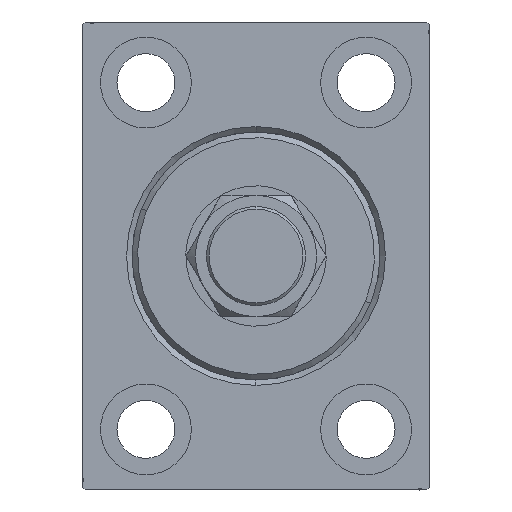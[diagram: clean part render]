
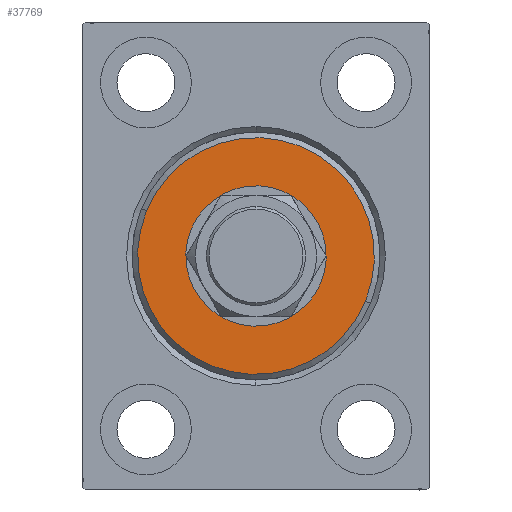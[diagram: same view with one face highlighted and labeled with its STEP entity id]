
A CAD part, left-side view. The second image highlights one B-rep face of the part: STEP entity #37769.
In plain terms, the highlighted face is planar.
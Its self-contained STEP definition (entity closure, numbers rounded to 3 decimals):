
#1020 = EDGE_CURVE ( 'NONE', #19093, #23329, #1569, .T. ) ;
#1569 = CIRCLE ( 'NONE', #24260, 21.5 ) ;
#2594 = ORIENTED_EDGE ( 'NONE', *, *, #1020, .T. ) ;
#3224 = CARTESIAN_POINT ( 'NONE',  ( 3., 0., 21.5 ) ) ;
#4771 = CIRCLE ( 'NONE', #27497, 12.75 ) ;
#5225 = FACE_BOUND ( 'NONE', #43206, .T. ) ;
#7964 = DIRECTION ( 'NONE',  ( -1., 0., 0. ) ) ;
#8125 = CARTESIAN_POINT ( 'NONE',  ( 3., 0., 0. ) ) ;
#9328 = AXIS2_PLACEMENT_3D ( 'NONE', #42775, #28993, #20969 ) ;
#14846 = CARTESIAN_POINT ( 'NONE',  ( 3., 0., -21.5 ) ) ;
#15327 = PLANE ( 'NONE',  #29735 ) ;
#18524 = FACE_OUTER_BOUND ( 'NONE', #36503, .T. ) ;
#19093 = VERTEX_POINT ( 'NONE', #14846 ) ;
#20969 = DIRECTION ( 'NONE',  ( 0., 0., -1. ) ) ;
#22267 = EDGE_CURVE ( 'NONE', #37027, #26979, #4771, .T. ) ;
#22433 = CARTESIAN_POINT ( 'NONE',  ( 3., 0., 0. ) ) ;
#22785 = CARTESIAN_POINT ( 'NONE',  ( 3., 0., 0. ) ) ;
#23329 = VERTEX_POINT ( 'NONE', #3224 ) ;
#24260 = AXIS2_PLACEMENT_3D ( 'NONE', #22785, #37017, #36793 ) ;
#25395 = CARTESIAN_POINT ( 'NONE',  ( 3., 0., 0. ) ) ;
#26979 = VERTEX_POINT ( 'NONE', #30850 ) ;
#27497 = AXIS2_PLACEMENT_3D ( 'NONE', #25395, #7964, #38949 ) ;
#28993 = DIRECTION ( 'NONE',  ( -1., 0., 0. ) ) ;
#29735 = AXIS2_PLACEMENT_3D ( 'NONE', #22433, #39882, #33223 ) ;
#30850 = CARTESIAN_POINT ( 'NONE',  ( 3., 0., 12.75 ) ) ;
#32026 = AXIS2_PLACEMENT_3D ( 'NONE', #8125, #40017, #33576 ) ;
#32777 = CIRCLE ( 'NONE', #9328, 12.75 ) ;
#33223 = DIRECTION ( 'NONE',  ( 0., 0., -1. ) ) ;
#33576 = DIRECTION ( 'NONE',  ( 0., 0., -1. ) ) ;
#35002 = ORIENTED_EDGE ( 'NONE', *, *, #22267, .T. ) ;
#35068 = CARTESIAN_POINT ( 'NONE',  ( 3., 0., -12.75 ) ) ;
#36503 = EDGE_LOOP ( 'NONE', ( #37524, #2594 ) ) ;
#36793 = DIRECTION ( 'NONE',  ( 0., 0., -1. ) ) ;
#36892 = ORIENTED_EDGE ( 'NONE', *, *, #41924, .T. ) ;
#37017 = DIRECTION ( 'NONE',  ( 1., 0., 0. ) ) ;
#37027 = VERTEX_POINT ( 'NONE', #35068 ) ;
#37524 = ORIENTED_EDGE ( 'NONE', *, *, #42114, .T. ) ;
#37769 = ADVANCED_FACE ( 'NONE', ( #18524, #5225 ), #15327, .T. ) ;
#38949 = DIRECTION ( 'NONE',  ( 0., 0., -1. ) ) ;
#39882 = DIRECTION ( 'NONE',  ( 1., 0., 0. ) ) ;
#40017 = DIRECTION ( 'NONE',  ( 1., 0., 0. ) ) ;
#41924 = EDGE_CURVE ( 'NONE', #26979, #37027, #32777, .T. ) ;
#42114 = EDGE_CURVE ( 'NONE', #23329, #19093, #44516, .T. ) ;
#42775 = CARTESIAN_POINT ( 'NONE',  ( 3., 0., 0. ) ) ;
#43206 = EDGE_LOOP ( 'NONE', ( #36892, #35002 ) ) ;
#44516 = CIRCLE ( 'NONE', #32026, 21.5 ) ;
